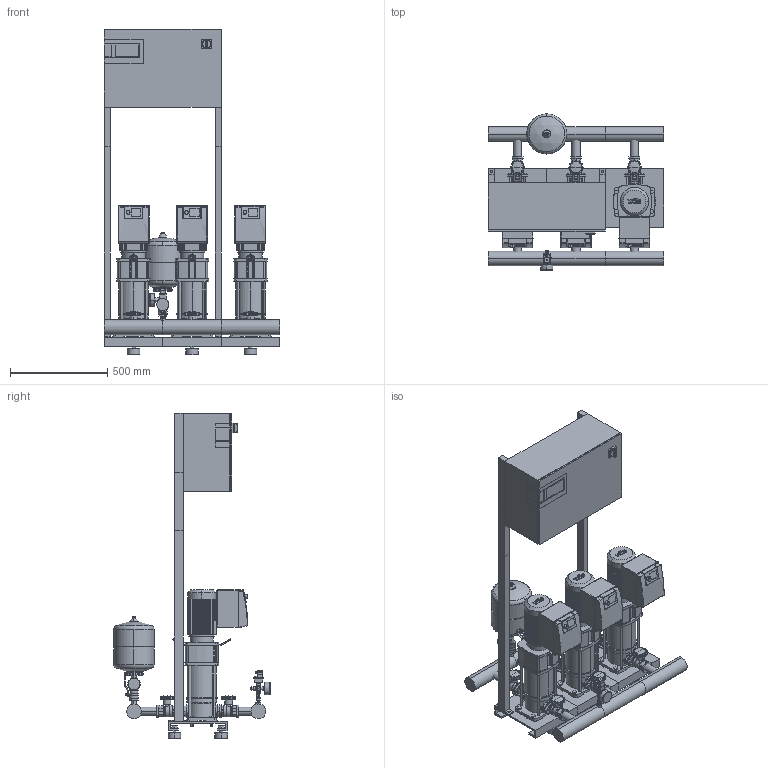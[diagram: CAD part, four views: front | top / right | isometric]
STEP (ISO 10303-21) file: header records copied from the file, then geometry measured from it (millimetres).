
FILE_DESCRIPTION((''),'2;1');
FILE_NAME('3d_COR-3HELIXVE603_K_CCE-01-2536360.stp','2015-10-02T14:57:10',(''),(''),'Mechanical Desktop 2009','Mechanical Desktop 2009',', , ');
FILE_SCHEMA(('CONFIG_CONTROL_DESIGN'));
Length unit declared in the file: millimetre
Products named in the file (1): Product
Bounding box: 900 x 802 x 1670 mm (x, y, z)
Volume: 135892813 mm3; surface area: 7221709.6 mm2
Topology: 155 solids, 155 shells, 4360 faces, 11036 edges, 7163 vertices
Faces by surface type: plane 1824, cylinder 1224, bspline 1021, cone 159, torus 86, sphere 46
Entity records: 140051 total; most frequent: CARTESIAN_POINT 35752, ORIENTED_EDGE 21960, DIRECTION 20634, EDGE_CURVE 10980, VERTEX_POINT 7156, VECTOR 6986, LINE 6986, AXIS2_PLACEMENT_3D 6824
